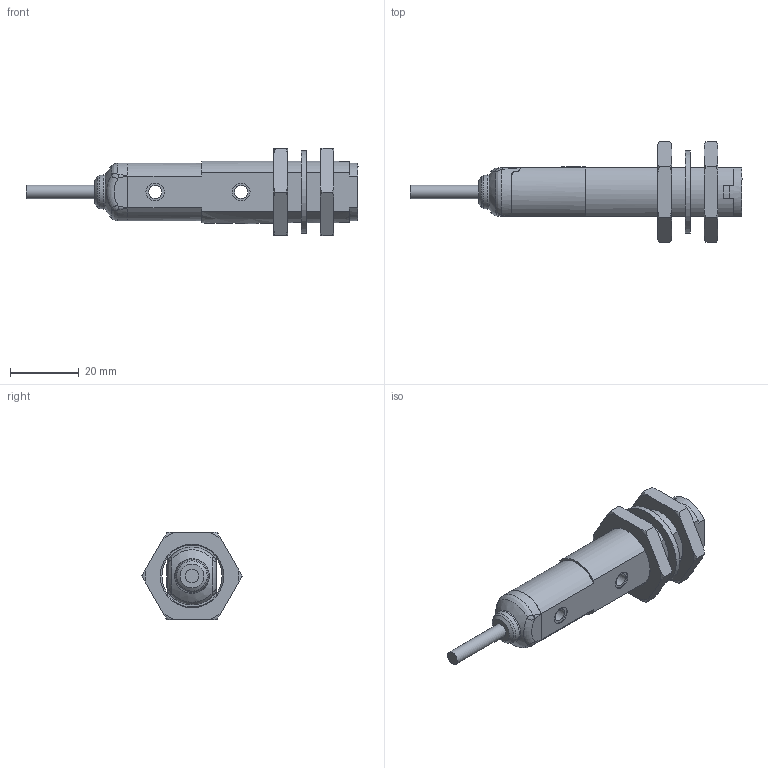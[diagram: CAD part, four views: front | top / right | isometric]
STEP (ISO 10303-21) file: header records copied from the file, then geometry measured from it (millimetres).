
FILE_DESCRIPTION (( 'STEP AP214' ), '1' );
FILE_NAME ('F18I8-BP-0A.STEP', '2023-02-22T14:32:33', ( '' ), ( '' ), 'SwSTEP 2.0', 'SolidWorks 2021', '' );
FILE_SCHEMA (( 'AUTOMOTIVE_DESIGN' ));
Length unit declared in the file: inch
Products named in the file (1): F18I8-BP-0A
Bounding box: 96.58 x 29.28 x 25.36 mm (x, y, z)
Volume: 18584.9 mm3; surface area: 8051.2 mm2
Topology: 4 solids, 4 shells, 178 faces, 459 edges, 294 vertices
Faces by surface type: plane 78, cylinder 50, torus 28, bspline 15, cone 6, sphere 1
Full cylindrical faces by diameter (mm): 3.4 x1, 3.8 x2, 4 x1, 5.2 x2, 7.2 x1, 7.4 x1, 10 x1, 17.5 x2, 18 x1, 24 x1
Entity records: 7175 total; most frequent: CARTESIAN_POINT 3095, ORIENTED_EDGE 844, DIRECTION 758, EDGE_CURVE 422, AXIS2_PLACEMENT_3D 292, VERTEX_POINT 287, EDGE_LOOP 223, FACE_OUTER_BOUND 195
